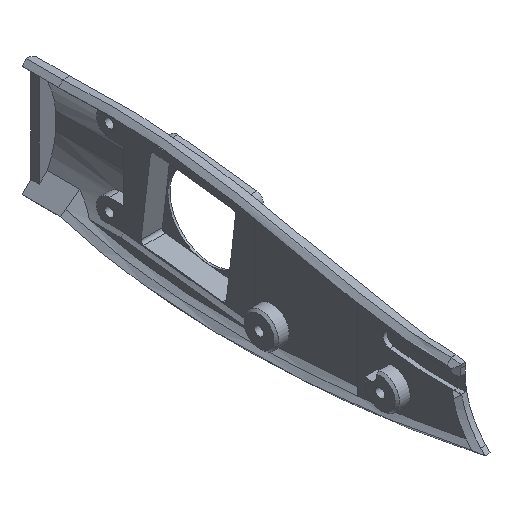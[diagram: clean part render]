
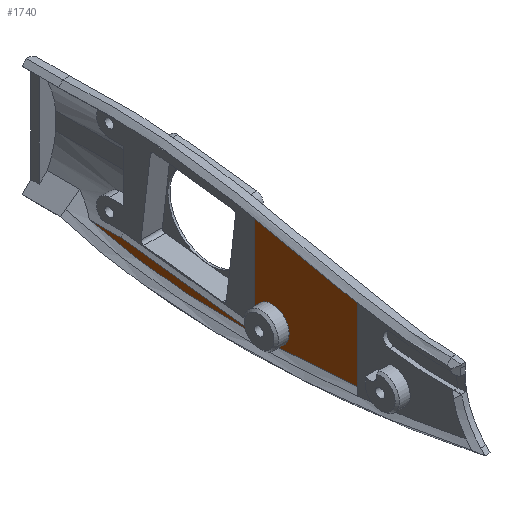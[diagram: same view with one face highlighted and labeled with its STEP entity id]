
A CAD part, isometric view. The second image highlights one B-rep face of the part: STEP entity #1740.
In plain terms, the highlighted planar face has unit normal (-1, 0, 0).
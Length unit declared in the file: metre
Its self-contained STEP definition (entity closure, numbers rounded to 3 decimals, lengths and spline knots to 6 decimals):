
#100=B_SPLINE_CURVE_WITH_KNOTS('',3,(#2941,#2942,#2943,#2944,#2945,#2946,
#2947),.UNSPECIFIED.,.F.,.F.,(4,1,1,1,4),(0.,0.032095,
0.06419,0.096285,0.12838),.UNSPECIFIED.);
#101=B_SPLINE_CURVE_WITH_KNOTS('',3,(#2951,#2952,#2953,#2954),
 .UNSPECIFIED.,.F.,.F.,(4,4),(0.,0.051121),
 .UNSPECIFIED.);
#176=CIRCLE('',#1876,0.008);
#293=ORIENTED_EDGE('',*,*,#801,.T.);
#294=ORIENTED_EDGE('',*,*,#812,.F.);
#295=ORIENTED_EDGE('',*,*,#800,.T.);
#296=ORIENTED_EDGE('',*,*,#813,.T.);
#297=ORIENTED_EDGE('',*,*,#809,.T.);
#298=ORIENTED_EDGE('',*,*,#814,.F.);
#299=ORIENTED_EDGE('',*,*,#815,.T.);
#300=ORIENTED_EDGE('',*,*,#816,.T.);
#800=EDGE_CURVE('',#1060,#1059,#1188,.T.);
#801=EDGE_CURVE('',#1057,#1060,#1189,.T.);
#809=EDGE_CURVE('',#1069,#1068,#1193,.T.);
#812=EDGE_CURVE('',#1060,#1060,#176,.F.);
#813=EDGE_CURVE('',#1059,#1069,#1195,.T.);
#814=EDGE_CURVE('',#1071,#1068,#100,.T.);
#815=EDGE_CURVE('',#1071,#1072,#1196,.T.);
#816=EDGE_CURVE('',#1072,#1057,#101,.T.);
#1057=VERTEX_POINT('',#2899);
#1059=VERTEX_POINT('',#2903);
#1060=VERTEX_POINT('',#2905);
#1068=VERTEX_POINT('',#2932);
#1069=VERTEX_POINT('',#2934);
#1071=VERTEX_POINT('',#2948);
#1072=VERTEX_POINT('',#2950);
#1188=LINE('',#2904,#1303);
#1189=LINE('',#2906,#1304);
#1193=LINE('',#2933,#1308);
#1195=LINE('',#2940,#1310);
#1196=LINE('',#2949,#1311);
#1303=VECTOR('',#2059,1.);
#1304=VECTOR('',#2060,1.);
#1308=VECTOR('',#2070,1.);
#1310=VECTOR('',#2078,1.);
#1311=VECTOR('',#2079,1.);
#1420=EDGE_LOOP('',(#293,#294,#295,#296,#297,#298,#299,#300));
#1555=FACE_BOUND('',#1420,.T.);
#1677=PLANE('',#1875);
#1740=ADVANCED_FACE('',(#1555),#1677,.F.);
#1875=AXIS2_PLACEMENT_3D('',#2938,#2074,#2075);
#1876=AXIS2_PLACEMENT_3D('',#2939,#2076,#2077);
#2059=DIRECTION('',(0.,0.,-1.));
#2060=DIRECTION('',(0.,0.,-1.));
#2070=DIRECTION('',(0.,1.,0.));
#2074=DIRECTION('',(1.,0.,0.));
#2075=DIRECTION('',(0.,0.,-1.));
#2076=DIRECTION('',(1.,0.,0.));
#2077=DIRECTION('',(0.,0.,-1.));
#2078=DIRECTION('',(0.,0.993,0.117));
#2079=DIRECTION('',(0.,0.,1.));
#2899=CARTESIAN_POINT('',(0.0341,0.132,0.015296));
#2903=CARTESIAN_POINT('',(0.0341,0.132,-0.031928));
#2904=CARTESIAN_POINT('',(0.0341,0.132,0.));
#2905=CARTESIAN_POINT('',(0.0341,0.132,-0.024));
#2906=CARTESIAN_POINT('',(0.0341,0.132,0.));
#2932=CARTESIAN_POINT('',(0.0341,0.209577,-0.024519));
#2933=CARTESIAN_POINT('',(0.0341,0.128871,-0.024519));
#2934=CARTESIAN_POINT('',(0.0341,0.1947,-0.024519));
#2938=CARTESIAN_POINT('',(0.0341,0.,0.));
#2939=CARTESIAN_POINT('',(0.0341,0.124,-0.024));
#2940=CARTESIAN_POINT('',(0.0341,0.12949,-0.032224));
#2941=CARTESIAN_POINT('',(0.0341,0.082,-0.029315));
#2942=CARTESIAN_POINT('',(0.0341,0.092634,-0.030499));
#2943=CARTESIAN_POINT('',(0.0341,0.113963,-0.032274));
#2944=CARTESIAN_POINT('',(0.0341,0.146063,-0.032909));
#2945=CARTESIAN_POINT('',(0.0341,0.178116,-0.030942));
#2946=CARTESIAN_POINT('',(0.0341,0.199239,-0.02723));
#2947=CARTESIAN_POINT('',(0.0341,0.209577,-0.024519));
#2948=CARTESIAN_POINT('',(0.0341,0.082,-0.029315));
#2949=CARTESIAN_POINT('',(0.0341,0.082,-0.03162));
#2950=CARTESIAN_POINT('',(0.0341,0.082,0.004648));
#2951=CARTESIAN_POINT('',(0.0341,0.082,0.004648));
#2952=CARTESIAN_POINT('',(0.0341,0.098731,0.00789));
#2953=CARTESIAN_POINT('',(0.0341,0.115282,0.011991));
#2954=CARTESIAN_POINT('',(0.0341,0.132,0.015296));
